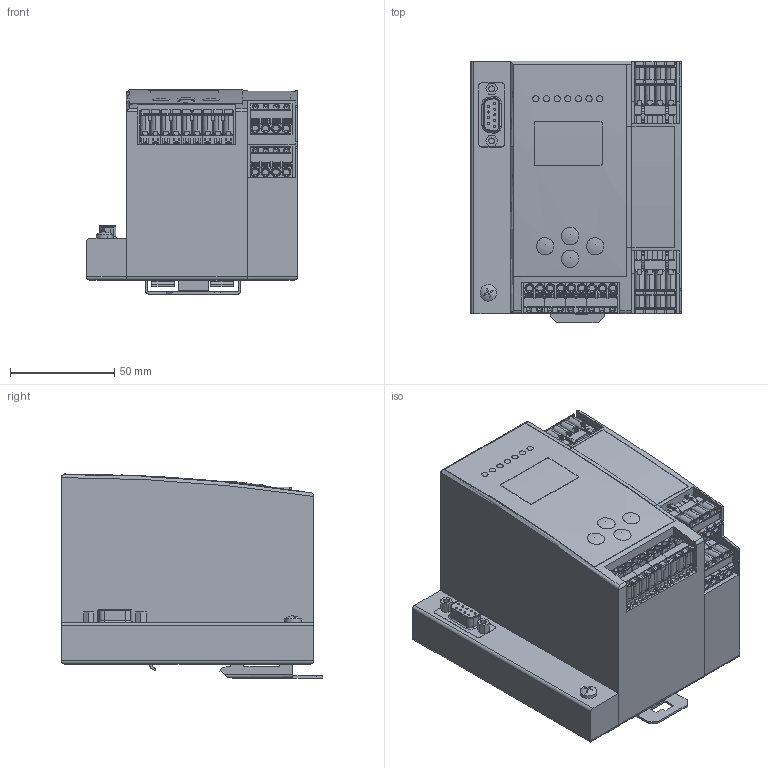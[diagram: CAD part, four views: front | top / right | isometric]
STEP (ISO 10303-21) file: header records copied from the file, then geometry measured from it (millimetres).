
FILE_DESCRIPTION(/* description */ ('Alibre Inc.'),/* implementation_level */ '2;1');
FILE_NAME(/* name */ 'export0',/* time_stamp */ '2015-11-03T10:59:07+01:00',/* author */ (''),/* organization */ (''),/* preprocessor_version */ 'ST-DEVELOPER v14',/* originating_system */ 'Alibre',/* authorisation */ '');
FILE_SCHEMA (('AUTOMOTIVE_DESIGN'));
Length unit declared in the file: centimetre
Products named in the file (25): Shell-D-SUB-LB-Female_Shell-D-Sub-9-15-Female; Insert-D-SUB-Female-A-Snap-EU-09_Insert-D-Sub-9-STD-Female; D-Sub-L120584-Stig-Wahlstrom; ID_1
Bounding box: 101 x 125.29 x 97.95 mm (x, y, z)
Volume: 900023.1 mm3; surface area: 129268.4 mm2
Topology: 29 solids, 29 shells, 3503 faces, 9260 edges, 5973 vertices
Faces by surface type: plane 2073, cylinder 1254, cone 102, torus 66, sphere 6, bspline 2
Full cylindrical faces by diameter (mm): 3 x7, 3.242 x1, 13.5 x2
Entity records: 46516 total; most frequent: CARTESIAN_POINT 8617, ORIENTED_EDGE 8190, DIRECTION 6862, EDGE_CURVE 4095, VECTOR 2771, LINE 2771, VERTEX_POINT 2654, AXIS2_PLACEMENT_3D 2514
